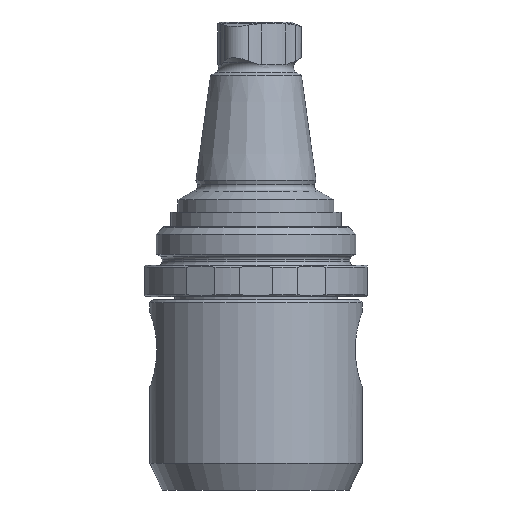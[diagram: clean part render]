
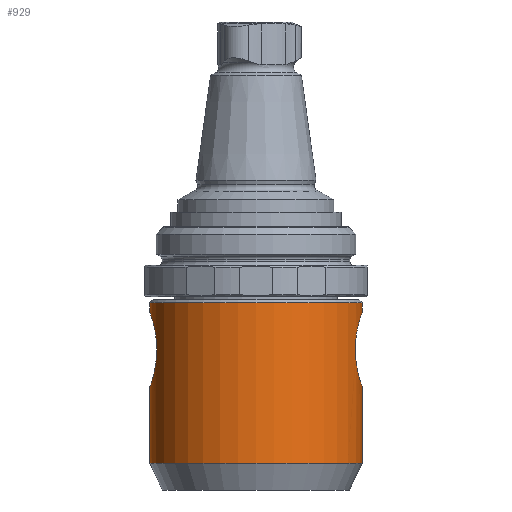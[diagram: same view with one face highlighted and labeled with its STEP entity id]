
A CAD part, front view. The second image highlights one B-rep face of the part: STEP entity #929.
In plain terms, the highlighted cylindrical face has radius 17 mm (diameter 34 mm), a full revolution.
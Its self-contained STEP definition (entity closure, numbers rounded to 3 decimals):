
#81=B_SPLINE_CURVE_WITH_KNOTS('',3,(#1430,#1431,#1432,#1433,#1434,#1435,
#1436,#1437,#1438,#1439,#1440,#1441,#1442,#1443,#1444,#1445,#1446,#1447,
#1448),.UNSPECIFIED.,.T.,.F.,(1,1,1,1,1,1,1,1,1,1,1,1,1,1,1,1,1,1,1,1,1,
1,1),(-0.007,-0.005,-0.002,0.,
0.002,0.005,0.007,0.009,
0.012,0.014,0.017,0.019,
0.021,0.024,0.026,0.028,
0.031,0.033,0.035,0.038,
0.04,0.043,0.045),.UNSPECIFIED.);
#82=B_SPLINE_CURVE_WITH_KNOTS('',3,(#1450,#1451,#1452,#1453,#1454,#1455,
#1456,#1457,#1458,#1459,#1460,#1461,#1462,#1463,#1464,#1465,#1466,#1467,
#1468),.UNSPECIFIED.,.T.,.F.,(1,1,1,1,1,1,1,1,1,1,1,1,1,1,1,1,1,1,1,1,1,
1,1),(-0.007,-0.005,-0.002,0.,
0.002,0.005,0.007,0.009,
0.012,0.014,0.017,0.019,
0.021,0.024,0.026,0.028,
0.031,0.033,0.035,0.038,
0.04,0.043,0.045),.UNSPECIFIED.);
#123=CYLINDRICAL_SURFACE('',#1014,17.);
#173=ORIENTED_EDGE('',*,*,#428,.F.);
#174=ORIENTED_EDGE('',*,*,#429,.F.);
#175=ORIENTED_EDGE('',*,*,#430,.T.);
#176=ORIENTED_EDGE('',*,*,#427,.F.);
#427=EDGE_CURVE('',#555,#555,#649,.T.);
#428=EDGE_CURVE('',#556,#556,#81,.T.);
#429=EDGE_CURVE('',#557,#557,#82,.T.);
#430=EDGE_CURVE('',#558,#558,#650,.T.);
#555=VERTEX_POINT('',#1428);
#556=VERTEX_POINT('',#1449);
#557=VERTEX_POINT('',#1469);
#558=VERTEX_POINT('',#1471);
#649=CIRCLE('',#1013,17.);
#650=CIRCLE('',#1015,17.);
#709=EDGE_LOOP('',(#173));
#710=EDGE_LOOP('',(#174));
#711=EDGE_LOOP('',(#175));
#712=EDGE_LOOP('',(#176));
#811=FACE_BOUND('',#709,.T.);
#812=FACE_BOUND('',#710,.T.);
#813=FACE_BOUND('',#711,.T.);
#814=FACE_BOUND('',#712,.T.);
#929=ADVANCED_FACE('',(#811,#812,#813,#814),#123,.T.);
#1013=AXIS2_PLACEMENT_3D('',#1427,#1146,#1147);
#1014=AXIS2_PLACEMENT_3D('',#1429,#1148,#1149);
#1015=AXIS2_PLACEMENT_3D('',#1470,#1150,#1151);
#1146=DIRECTION('',(0.,0.,-1.));
#1147=DIRECTION('',(0.,1.,0.));
#1148=DIRECTION('',(0.,0.,-1.));
#1149=DIRECTION('',(0.,1.,0.));
#1150=DIRECTION('',(0.,0.,-1.));
#1151=DIRECTION('',(0.,1.,0.));
#1427=CARTESIAN_POINT('',(0.,0.,-42.706));
#1428=CARTESIAN_POINT('',(0.,17.,-42.706));
#1429=CARTESIAN_POINT('',(0.,0.,-60.));
#1430=CARTESIAN_POINT('',(16.883,-2.374,-30.174));
#1431=CARTESIAN_POINT('',(17.059,0.,-30.661));
#1432=CARTESIAN_POINT('',(16.883,2.376,-30.173));
#1433=CARTESIAN_POINT('',(16.465,4.347,-28.831));
#1434=CARTESIAN_POINT('',(16.036,5.67,-26.854));
#1435=CARTESIAN_POINT('',(15.843,6.159,-24.489));
#1436=CARTESIAN_POINT('',(16.028,5.692,-22.108));
#1437=CARTESIAN_POINT('',(16.463,4.357,-20.127));
#1438=CARTESIAN_POINT('',(16.883,2.373,-18.807));
#1439=CARTESIAN_POINT('',(17.058,0.002,-18.334));
#1440=CARTESIAN_POINT('',(16.884,-2.372,-18.806));
#1441=CARTESIAN_POINT('',(16.462,-4.359,-20.129));
#1442=CARTESIAN_POINT('',(16.028,-5.691,-22.108));
#1443=CARTESIAN_POINT('',(15.843,-6.159,-24.484));
#1444=CARTESIAN_POINT('',(16.035,-5.671,-26.854));
#1445=CARTESIAN_POINT('',(16.466,-4.344,-28.833));
#1446=CARTESIAN_POINT('',(16.883,-2.374,-30.174));
#1447=CARTESIAN_POINT('',(17.059,0.,-30.661));
#1448=CARTESIAN_POINT('',(16.883,2.376,-30.173));
#1449=CARTESIAN_POINT('',(17.,0.,-30.499));
#1450=CARTESIAN_POINT('',(-16.883,2.374,-30.175));
#1451=CARTESIAN_POINT('',(-17.058,0.001,-30.655));
#1452=CARTESIAN_POINT('',(-16.883,-2.376,-30.175));
#1453=CARTESIAN_POINT('',(-16.464,-4.353,-28.843));
#1454=CARTESIAN_POINT('',(-16.032,-5.679,-26.869));
#1455=CARTESIAN_POINT('',(-15.843,-6.16,-24.501));
#1456=CARTESIAN_POINT('',(-16.031,-5.682,-22.124));
#1457=CARTESIAN_POINT('',(-16.465,-4.35,-20.143));
#1458=CARTESIAN_POINT('',(-16.883,-2.373,-18.815));
#1459=CARTESIAN_POINT('',(-17.058,-0.003,-18.335));
#1460=CARTESIAN_POINT('',(-16.884,2.37,-18.813));
#1461=CARTESIAN_POINT('',(-16.464,4.352,-20.145));
#1462=CARTESIAN_POINT('',(-16.032,5.681,-22.124));
#1463=CARTESIAN_POINT('',(-15.843,6.16,-24.495));
#1464=CARTESIAN_POINT('',(-16.032,5.68,-26.868));
#1465=CARTESIAN_POINT('',(-16.464,4.351,-28.845));
#1466=CARTESIAN_POINT('',(-16.883,2.374,-30.175));
#1467=CARTESIAN_POINT('',(-17.058,0.001,-30.655));
#1468=CARTESIAN_POINT('',(-16.883,-2.376,-30.175));
#1469=CARTESIAN_POINT('',(-17.,0.,-30.495));
#1470=CARTESIAN_POINT('',(0.,0.,-16.995));
#1471=CARTESIAN_POINT('',(0.,17.,-16.995));
